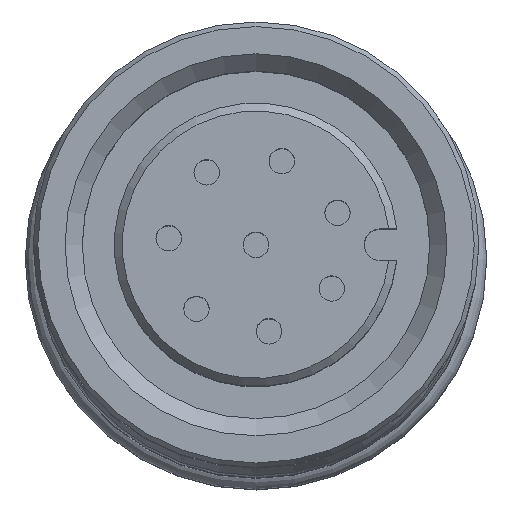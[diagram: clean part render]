
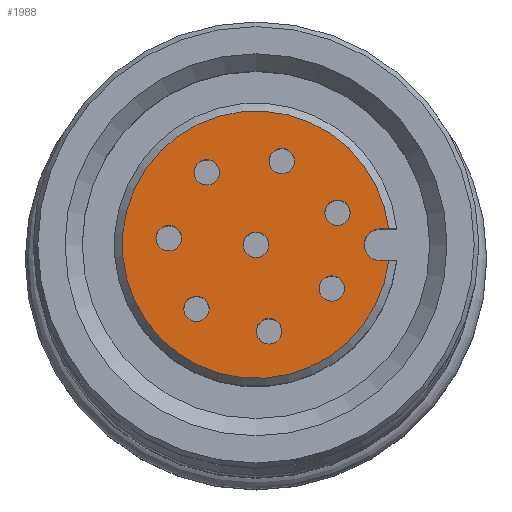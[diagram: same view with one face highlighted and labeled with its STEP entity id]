
A CAD part, top view. The second image highlights one B-rep face of the part: STEP entity #1988.
In plain terms, the highlighted face is planar.
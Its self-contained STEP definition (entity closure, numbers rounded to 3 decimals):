
#54=LINE('',#2787,#106);
#55=LINE('',#2791,#107);
#106=VECTOR('',#2331,1000.);
#107=VECTOR('',#2334,1000.);
#158=PLANE('',#2104);
#208=ORIENTED_EDGE('',*,*,#510,.T.);
#209=ORIENTED_EDGE('',*,*,#511,.T.);
#210=ORIENTED_EDGE('',*,*,#512,.T.);
#211=ORIENTED_EDGE('',*,*,#513,.T.);
#212=ORIENTED_EDGE('',*,*,#514,.T.);
#213=ORIENTED_EDGE('',*,*,#515,.T.);
#214=ORIENTED_EDGE('',*,*,#516,.T.);
#215=ORIENTED_EDGE('',*,*,#517,.T.);
#216=ORIENTED_EDGE('',*,*,#518,.T.);
#217=ORIENTED_EDGE('',*,*,#519,.F.);
#218=ORIENTED_EDGE('',*,*,#520,.T.);
#219=ORIENTED_EDGE('',*,*,#521,.F.);
#510=EDGE_CURVE('',#661,#661,#784,.T.);
#511=EDGE_CURVE('',#662,#662,#785,.T.);
#512=EDGE_CURVE('',#663,#663,#786,.T.);
#513=EDGE_CURVE('',#664,#664,#787,.T.);
#514=EDGE_CURVE('',#665,#665,#788,.T.);
#515=EDGE_CURVE('',#666,#666,#789,.T.);
#516=EDGE_CURVE('',#667,#667,#790,.T.);
#517=EDGE_CURVE('',#668,#668,#791,.T.);
#518=EDGE_CURVE('',#669,#670,#792,.F.);
#519=EDGE_CURVE('',#671,#670,#54,.T.);
#520=EDGE_CURVE('',#671,#672,#793,.T.);
#521=EDGE_CURVE('',#669,#672,#55,.T.);
#661=VERTEX_POINT('',#2769);
#662=VERTEX_POINT('',#2771);
#663=VERTEX_POINT('',#2773);
#664=VERTEX_POINT('',#2775);
#665=VERTEX_POINT('',#2777);
#666=VERTEX_POINT('',#2779);
#667=VERTEX_POINT('',#2781);
#668=VERTEX_POINT('',#2783);
#669=VERTEX_POINT('',#2785);
#670=VERTEX_POINT('',#2786);
#671=VERTEX_POINT('',#2788);
#672=VERTEX_POINT('',#2790);
#784=CIRCLE('',#2105,0.4);
#785=CIRCLE('',#2106,0.4);
#786=CIRCLE('',#2107,0.4);
#787=CIRCLE('',#2108,0.4);
#788=CIRCLE('',#2109,0.4);
#789=CIRCLE('',#2110,0.4);
#790=CIRCLE('',#2111,0.4);
#791=CIRCLE('',#2112,0.4);
#792=CIRCLE('',#2113,4.2);
#793=CIRCLE('',#2114,0.5);
#880=EDGE_LOOP('',(#208));
#881=EDGE_LOOP('',(#209));
#882=EDGE_LOOP('',(#210));
#883=EDGE_LOOP('',(#211));
#884=EDGE_LOOP('',(#212));
#885=EDGE_LOOP('',(#213));
#886=EDGE_LOOP('',(#214));
#887=EDGE_LOOP('',(#215));
#888=EDGE_LOOP('',(#216,#217,#218,#219));
#1055=FACE_BOUND('',#880,.T.);
#1056=FACE_BOUND('',#881,.T.);
#1057=FACE_BOUND('',#882,.T.);
#1058=FACE_BOUND('',#883,.T.);
#1059=FACE_BOUND('',#884,.T.);
#1060=FACE_BOUND('',#885,.T.);
#1061=FACE_BOUND('',#886,.T.);
#1062=FACE_BOUND('',#887,.T.);
#1063=FACE_BOUND('',#888,.T.);
#1988=ADVANCED_FACE('',(#1055,#1056,#1057,#1058,#1059,#1060,#1061,#1062,
#1063),#158,.F.);
#2104=AXIS2_PLACEMENT_3D('',#2767,#2311,#2312);
#2105=AXIS2_PLACEMENT_3D('',#2768,#2313,#2314);
#2106=AXIS2_PLACEMENT_3D('',#2770,#2315,#2316);
#2107=AXIS2_PLACEMENT_3D('',#2772,#2317,#2318);
#2108=AXIS2_PLACEMENT_3D('',#2774,#2319,#2320);
#2109=AXIS2_PLACEMENT_3D('',#2776,#2321,#2322);
#2110=AXIS2_PLACEMENT_3D('',#2778,#2323,#2324);
#2111=AXIS2_PLACEMENT_3D('',#2780,#2325,#2326);
#2112=AXIS2_PLACEMENT_3D('',#2782,#2327,#2328);
#2113=AXIS2_PLACEMENT_3D('',#2784,#2329,#2330);
#2114=AXIS2_PLACEMENT_3D('',#2789,#2332,#2333);
#2311=DIRECTION('',(0.,0.,1.));
#2312=DIRECTION('',(1.,0.,0.));
#2313=DIRECTION('',(0.,0.,1.));
#2314=DIRECTION('',(1.,0.,0.));
#2315=DIRECTION('',(0.,0.,1.));
#2316=DIRECTION('',(1.,0.,0.));
#2317=DIRECTION('',(0.,0.,1.));
#2318=DIRECTION('',(1.,0.,0.));
#2319=DIRECTION('',(0.,0.,1.));
#2320=DIRECTION('',(1.,0.,0.));
#2321=DIRECTION('',(0.,0.,1.));
#2322=DIRECTION('',(1.,0.,0.));
#2323=DIRECTION('',(0.,0.,1.));
#2324=DIRECTION('',(1.,0.,0.));
#2325=DIRECTION('',(0.,0.,1.));
#2326=DIRECTION('',(1.,0.,0.));
#2327=DIRECTION('',(0.,0.,1.));
#2328=DIRECTION('',(1.,0.,0.));
#2329=DIRECTION('',(0.,0.,1.));
#2330=DIRECTION('',(1.,0.,0.));
#2331=DIRECTION('',(1.,0.,0.));
#2332=DIRECTION('',(0.,0.,1.));
#2333=DIRECTION('',(1.,0.,0.));
#2334=DIRECTION('',(-1.,0.,0.));
#2767=CARTESIAN_POINT('',(0.,0.,-41.7));
#2768=CARTESIAN_POINT('',(-2.742,-0.206,-41.7));
#2769=CARTESIAN_POINT('',(-2.342,-0.206,-41.7));
#2770=CARTESIAN_POINT('',(-1.871,2.015,-41.7));
#2771=CARTESIAN_POINT('',(-1.471,2.015,-41.7));
#2772=CARTESIAN_POINT('',(-1.549,-2.273,-41.7));
#2773=CARTESIAN_POINT('',(-1.149,-2.273,-41.7));
#2774=CARTESIAN_POINT('',(0.,0.,-41.7));
#2775=CARTESIAN_POINT('',(0.4,0.,-41.7));
#2776=CARTESIAN_POINT('',(0.409,2.719,-41.7));
#2777=CARTESIAN_POINT('',(0.809,2.719,-41.7));
#2778=CARTESIAN_POINT('',(0.811,-2.628,-41.7));
#2779=CARTESIAN_POINT('',(1.211,-2.628,-41.7));
#2780=CARTESIAN_POINT('',(2.381,1.376,-41.7));
#2781=CARTESIAN_POINT('',(2.781,1.376,-41.7));
#2782=CARTESIAN_POINT('',(2.56,-1.004,-41.7));
#2783=CARTESIAN_POINT('',(2.96,-1.004,-41.7));
#2784=CARTESIAN_POINT('',(0.,0.,-41.7));
#2785=CARTESIAN_POINT('',(4.17,-0.5,-41.7));
#2786=CARTESIAN_POINT('',(4.17,0.5,-41.7));
#2787=CARTESIAN_POINT('',(3.9,0.5,-41.7));
#2788=CARTESIAN_POINT('',(3.9,0.5,-41.7));
#2789=CARTESIAN_POINT('',(3.9,0.,-41.7));
#2790=CARTESIAN_POINT('',(3.9,-0.5,-41.7));
#2791=CARTESIAN_POINT('',(4.422,-0.5,-41.7));
